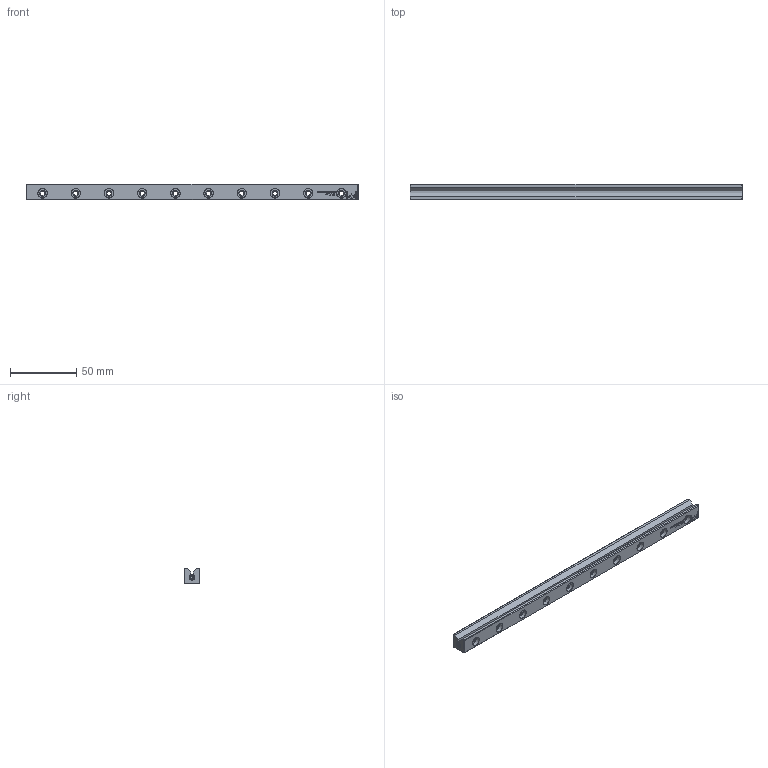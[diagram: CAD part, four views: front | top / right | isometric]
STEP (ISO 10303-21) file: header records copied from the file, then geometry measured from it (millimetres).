
FILE_DESCRIPTION(/* description */ (''),/* implementation_level */ '2;1');
FILE_NAME(/* name */ 'Rail RNG-6250.stp',/* time_stamp */ '2024-12-10T11:51:34+01:00',/* author */ (''),/* organization */ (''),/* preprocessor_version */ 'ST-DEVELOPER v16.7',/* originating_system */ 'SIEMENS PLM Software NX 12.0',/* authorisation */ '');
FILE_SCHEMA (('AUTOMOTIVE_DESIGN { 1 0 10303 214 3 1 1 1 }'));
Length unit declared in the file: millimetre
Products named in the file (1): Rail RNG-6250_step_stp
Bounding box: 250 x 12 x 12 mm (x, y, z)
Volume: 29722.6 mm3; surface area: 14934 mm2
Topology: 1 solids, 1 shells, 393 faces, 1019 edges, 671 vertices
Faces by surface type: plane 243, bspline 90, cone 36, cylinder 24
Full cylindrical faces by diameter (mm): 2.26 x2, 3.2 x2, 3.3 x10, 7 x10
Entity records: 14018 total; most frequent: CARTESIAN_POINT 3238, ORIENTED_EDGE 1888, DIRECTION 1452, EDGE_CURVE 944, LINE 684, VECTOR 684, VERTEX_POINT 658, EDGE_LOOP 516
